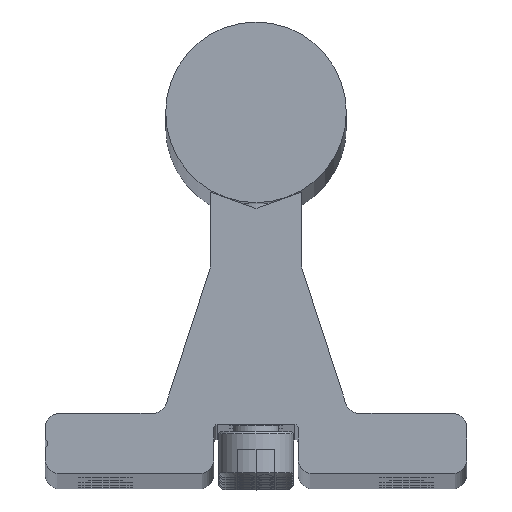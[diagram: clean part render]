
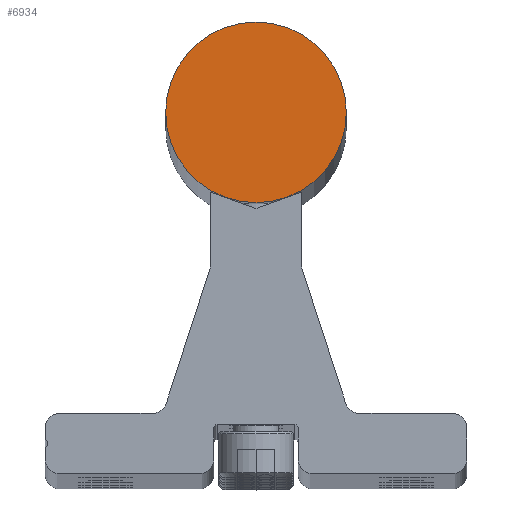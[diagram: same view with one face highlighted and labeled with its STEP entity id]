
A CAD part, top view. The second image highlights one B-rep face of the part: STEP entity #6934.
In plain terms, the highlighted planar face has unit normal (0, 0, 1).
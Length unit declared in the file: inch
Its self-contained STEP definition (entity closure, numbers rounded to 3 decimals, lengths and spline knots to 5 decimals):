
#65 = DIRECTION ( 'NONE',  ( 1., 0., 0. ) ) ;
#589 = AXIS2_PLACEMENT_3D ( 'NONE', #1386, #3252, #65 ) ;
#1113 = CARTESIAN_POINT ( 'NONE',  ( 0., 1.5, 0. ) ) ;
#1386 = CARTESIAN_POINT ( 'NONE',  ( 0., 1.5, 0. ) ) ;
#1527 = EDGE_LOOP ( 'NONE', ( #2268, #6059 ) ) ;
#2096 = EDGE_CURVE ( 'NONE', #4200, #4397, #7926, .T. ) ;
#2268 = ORIENTED_EDGE ( 'NONE', *, *, #6736, .T. ) ;
#3234 = CARTESIAN_POINT ( 'NONE',  ( 0., 1.5, 0. ) ) ;
#3252 = DIRECTION ( 'NONE',  ( 0., 0., 1. ) ) ;
#3388 = CIRCLE ( 'NONE', #5164, 0.375 ) ;
#3531 = AXIS2_PLACEMENT_3D ( 'NONE', #3234, #4593, #8372 ) ;
#3607 = CARTESIAN_POINT ( 'NONE',  ( 0.375, 1.5, 0. ) ) ;
#4200 = VERTEX_POINT ( 'NONE', #5872 ) ;
#4397 = VERTEX_POINT ( 'NONE', #3607 ) ;
#4593 = DIRECTION ( 'NONE',  ( 0., 0., 1. ) ) ;
#4930 = DIRECTION ( 'NONE',  ( 1., 0., 0. ) ) ;
#4976 = DIRECTION ( 'NONE',  ( 0., 0., 1. ) ) ;
#5164 = AXIS2_PLACEMENT_3D ( 'NONE', #1113, #4976, #4930 ) ;
#5872 = CARTESIAN_POINT ( 'NONE',  ( -0.375, 1.5, 0. ) ) ;
#6059 = ORIENTED_EDGE ( 'NONE', *, *, #2096, .T. ) ;
#6552 = PLANE ( 'NONE',  #3531 ) ;
#6736 = EDGE_CURVE ( 'NONE', #4397, #4200, #3388, .T. ) ;
#6934 = ADVANCED_FACE ( 'NONE', ( #7913 ), #6552, .T. ) ;
#7913 = FACE_OUTER_BOUND ( 'NONE', #1527, .T. ) ;
#7926 = CIRCLE ( 'NONE', #589, 0.375 ) ;
#8372 = DIRECTION ( 'NONE',  ( 1., 0., 0. ) ) ;
